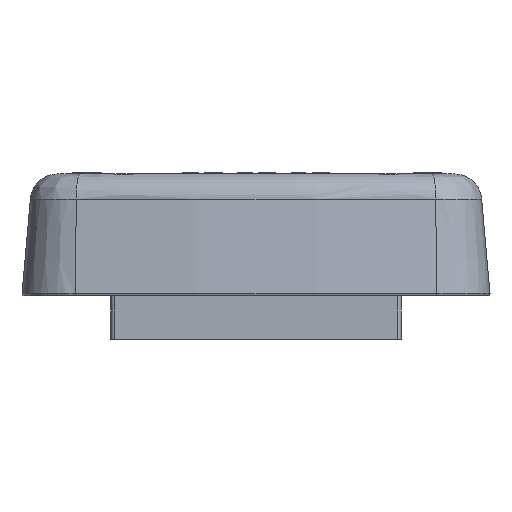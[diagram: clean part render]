
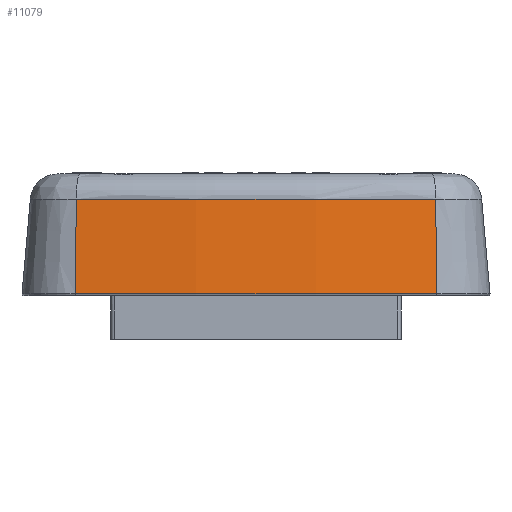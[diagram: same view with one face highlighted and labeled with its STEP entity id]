
A CAD part, left-side view. The second image highlights one B-rep face of the part: STEP entity #11079.
In plain terms, the highlighted conical face has half-angle 5 degrees and reference radius 182.518 mm.
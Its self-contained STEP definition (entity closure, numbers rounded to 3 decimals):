
#262=CONICAL_SURFACE('',#33180,182.518,5.);
#4015=LINE('',#50761,#7786);
#4016=LINE('',#50765,#7787);
#7786=VECTOR('',#41174,1.);
#7787=VECTOR('',#41179,1.);
#9470=FACE_OUTER_BOUND('',#14311,.T.);
#11079=ADVANCED_FACE('',(#9470),#262,.T.);
#14311=EDGE_LOOP('',(#23557,#23558,#23559,#23560));
#14844=CIRCLE('',#33160,182.003);
#14858=CIRCLE('',#33179,183.033);
#23557=ORIENTED_EDGE('',*,*,#30934,.F.);
#23558=ORIENTED_EDGE('',*,*,#30951,.T.);
#23559=ORIENTED_EDGE('',*,*,#30952,.F.);
#23560=ORIENTED_EDGE('',*,*,#30953,.F.);
#26571=VERTEX_POINT('',#50666);
#26572=VERTEX_POINT('',#50668);
#26580=VERTEX_POINT('',#50760);
#26581=VERTEX_POINT('',#50764);
#30934=EDGE_CURVE('',#26571,#26572,#14844,.T.);
#30951=EDGE_CURVE('',#26571,#26580,#4015,.T.);
#30952=EDGE_CURVE('',#26581,#26580,#14858,.T.);
#30953=EDGE_CURVE('',#26572,#26581,#4016,.T.);
#33160=AXIS2_PLACEMENT_3D('',#50667,#41135,#41136);
#33179=AXIS2_PLACEMENT_3D('',#50763,#41177,#41178);
#33180=AXIS2_PLACEMENT_3D('',#50766,#41180,#41181);
#41135=DIRECTION('',(0.,0.,1.));
#41136=DIRECTION('',(-0.992,0.123,0.));
#41174=DIRECTION('',(-0.086,0.011,-0.996));
#41177=DIRECTION('',(0.,0.,-1.));
#41178=DIRECTION('',(-0.992,-0.123,0.));
#41179=DIRECTION('',(-0.086,-0.011,-0.996));
#41180=DIRECTION('',(0.,0.,-1.));
#41181=DIRECTION('',(1.,0.,0.));
#50666=CARTESIAN_POINT('',(-72.382,22.297,11.396));
#50667=CARTESIAN_POINT('',(108.25,0.,11.396));
#50668=CARTESIAN_POINT('',(-72.382,-22.297,11.396));
#50760=CARTESIAN_POINT('',(-73.405,22.423,-0.383));
#50761=CARTESIAN_POINT('',(-72.382,22.297,11.396));
#50763=CARTESIAN_POINT('',(108.25,0.,-0.383));
#50764=CARTESIAN_POINT('',(-73.405,-22.423,-0.383));
#50765=CARTESIAN_POINT('',(-72.382,-22.297,11.396));
#50766=CARTESIAN_POINT('',(108.25,0.,5.507));
